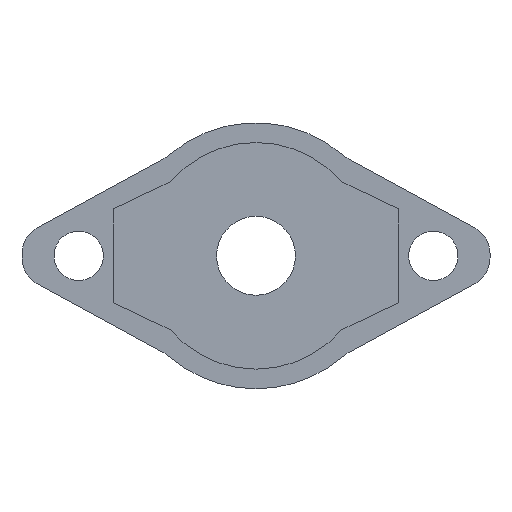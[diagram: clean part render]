
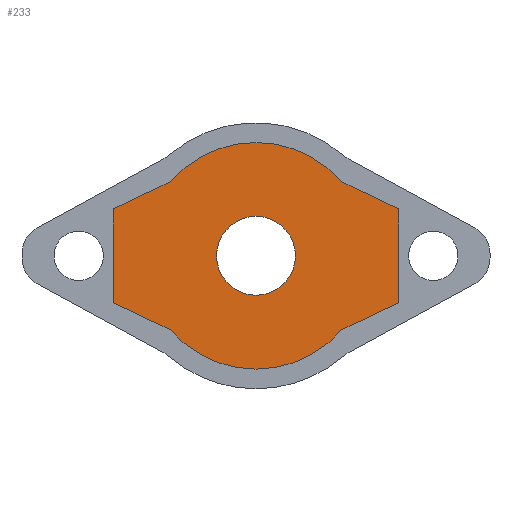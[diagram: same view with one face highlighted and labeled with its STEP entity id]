
A CAD part, front view. The second image highlights one B-rep face of the part: STEP entity #233.
In plain terms, the highlighted planar face has unit normal (0, -1, 0).
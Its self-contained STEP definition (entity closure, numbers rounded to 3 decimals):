
#2 = CARTESIAN_POINT ( 'NONE',  ( 0., 2., -11.5 ) ) ;
#25 = ORIENTED_EDGE ( 'NONE', *, *, #260, .T. ) ;
#42 = CARTESIAN_POINT ( 'NONE',  ( -14.5, 2., 4.763 ) ) ;
#43 = VERTEX_POINT ( 'NONE', #477 ) ;
#54 = EDGE_CURVE ( 'NONE', #342, #532, #383, .T. ) ;
#76 = CIRCLE ( 'NONE', #485, 11.5 ) ;
#89 = FACE_OUTER_BOUND ( 'NONE', #298, .T. ) ;
#90 = EDGE_CURVE ( 'NONE', #43, #567, #620, .T. ) ;
#126 = DIRECTION ( 'NONE',  ( 0., -1., 0. ) ) ;
#137 = EDGE_LOOP ( 'NONE', ( #358, #977 ) ) ;
#147 = DIRECTION ( 'NONE',  ( 0., 0., -1. ) ) ;
#165 = CARTESIAN_POINT ( 'NONE',  ( -14.5, 2., 4.763 ) ) ;
#173 = AXIS2_PLACEMENT_3D ( 'NONE', #183, #921, #589 ) ;
#180 = ORIENTED_EDGE ( 'NONE', *, *, #661, .T. ) ;
#183 = CARTESIAN_POINT ( 'NONE',  ( 0., 2., 0. ) ) ;
#197 = VERTEX_POINT ( 'NONE', #596 ) ;
#204 = DIRECTION ( 'NONE',  ( -0.904, 0., -0.428 ) ) ;
#213 = CARTESIAN_POINT ( 'NONE',  ( 14.5, 2., 4.763 ) ) ;
#219 = CIRCLE ( 'NONE', #1174, 11.5 ) ;
#233 = ADVANCED_FACE ( 'NONE', ( #976, #89 ), #1064, .T. ) ;
#260 = EDGE_CURVE ( 'NONE', #790, #197, #415, .T. ) ;
#282 = VECTOR ( 'NONE', #717, 1000. ) ;
#298 = EDGE_LOOP ( 'NONE', ( #1371, #1119, #387, #1166, #780, #180, #1253, #25, #591 ) ) ;
#301 = VERTEX_POINT ( 'NONE', #854 ) ;
#342 = VERTEX_POINT ( 'NONE', #752 ) ;
#358 = ORIENTED_EDGE ( 'NONE', *, *, #1306, .F. ) ;
#383 = LINE ( 'NONE', #810, #282 ) ;
#387 = ORIENTED_EDGE ( 'NONE', *, *, #54, .T. ) ;
#397 = EDGE_CURVE ( 'NONE', #986, #301, #76, .T. ) ;
#415 = LINE ( 'NONE', #213, #803 ) ;
#430 = DIRECTION ( 'NONE',  ( 0., -1., 0. ) ) ;
#444 = DIRECTION ( 'NONE',  ( 0., -1., 0. ) ) ;
#469 = CARTESIAN_POINT ( 'NONE',  ( 0., 2., -4. ) ) ;
#477 = CARTESIAN_POINT ( 'NONE',  ( 0., 2., 4. ) ) ;
#485 = AXIS2_PLACEMENT_3D ( 'NONE', #868, #126, #1311 ) ;
#494 = DIRECTION ( 'NONE',  ( 0., 0., -1. ) ) ;
#500 = CARTESIAN_POINT ( 'NONE',  ( 0., 2., 0. ) ) ;
#502 = AXIS2_PLACEMENT_3D ( 'NONE', #696, #1139, #147 ) ;
#532 = VERTEX_POINT ( 'NONE', #1148 ) ;
#534 = CARTESIAN_POINT ( 'NONE',  ( -14.5, 2., 4.763 ) ) ;
#539 = LINE ( 'NONE', #534, #1411 ) ;
#567 = VERTEX_POINT ( 'NONE', #469 ) ;
#589 = DIRECTION ( 'NONE',  ( 0., 0., -1. ) ) ;
#591 = ORIENTED_EDGE ( 'NONE', *, *, #950, .T. ) ;
#596 = CARTESIAN_POINT ( 'NONE',  ( 8.718, 2., 7.5 ) ) ;
#602 = VECTOR ( 'NONE', #724, 1000. ) ;
#620 = CIRCLE ( 'NONE', #173, 4. ) ;
#659 = CARTESIAN_POINT ( 'NONE',  ( 14.5, 2., 4.763 ) ) ;
#661 = EDGE_CURVE ( 'NONE', #301, #1309, #944, .T. ) ;
#696 = CARTESIAN_POINT ( 'NONE',  ( 0., 2., 0. ) ) ;
#704 = CARTESIAN_POINT ( 'NONE',  ( 14.5, 2., -4.763 ) ) ;
#717 = DIRECTION ( 'NONE',  ( 0.904, 0., -0.428 ) ) ;
#724 = DIRECTION ( 'NONE',  ( 0.904, 0., 0.428 ) ) ;
#752 = CARTESIAN_POINT ( 'NONE',  ( -14.5, 2., -4.763 ) ) ;
#780 = ORIENTED_EDGE ( 'NONE', *, *, #397, .T. ) ;
#781 = CARTESIAN_POINT ( 'NONE',  ( 0., 2., 0. ) ) ;
#784 = CARTESIAN_POINT ( 'NONE',  ( 14.5, 2., 4.763 ) ) ;
#790 = VERTEX_POINT ( 'NONE', #784 ) ;
#803 = VECTOR ( 'NONE', #1272, 1000. ) ;
#810 = CARTESIAN_POINT ( 'NONE',  ( -14.5, 2., -4.763 ) ) ;
#854 = CARTESIAN_POINT ( 'NONE',  ( 8.718, 2., -7.5 ) ) ;
#868 = CARTESIAN_POINT ( 'NONE',  ( 0., 2., 0. ) ) ;
#899 = LINE ( 'NONE', #659, #1362 ) ;
#921 = DIRECTION ( 'NONE',  ( 0., -1., 0. ) ) ;
#936 = LINE ( 'NONE', #165, #1397 ) ;
#944 = LINE ( 'NONE', #1387, #602 ) ;
#950 = EDGE_CURVE ( 'NONE', #197, #1140, #971, .T. ) ;
#956 = CARTESIAN_POINT ( 'NONE',  ( 0., 2., 0. ) ) ;
#966 = EDGE_CURVE ( 'NONE', #1140, #1320, #539, .T. ) ;
#971 = CIRCLE ( 'NONE', #1196, 11.5 ) ;
#976 = FACE_BOUND ( 'NONE', #137, .T. ) ;
#977 = ORIENTED_EDGE ( 'NONE', *, *, #90, .F. ) ;
#986 = VERTEX_POINT ( 'NONE', #2 ) ;
#987 = AXIS2_PLACEMENT_3D ( 'NONE', #956, #430, #1398 ) ;
#1034 = DIRECTION ( 'NONE',  ( 0., -1., 0. ) ) ;
#1064 = PLANE ( 'NONE',  #987 ) ;
#1072 = EDGE_CURVE ( 'NONE', #1309, #790, #899, .T. ) ;
#1114 = EDGE_CURVE ( 'NONE', #532, #986, #219, .T. ) ;
#1119 = ORIENTED_EDGE ( 'NONE', *, *, #1235, .T. ) ;
#1139 = DIRECTION ( 'NONE',  ( 0., -1., 0. ) ) ;
#1140 = VERTEX_POINT ( 'NONE', #1337 ) ;
#1148 = CARTESIAN_POINT ( 'NONE',  ( -8.718, 2., -7.5 ) ) ;
#1166 = ORIENTED_EDGE ( 'NONE', *, *, #1114, .T. ) ;
#1174 = AXIS2_PLACEMENT_3D ( 'NONE', #781, #444, #1195 ) ;
#1195 = DIRECTION ( 'NONE',  ( 0., 0., -1. ) ) ;
#1196 = AXIS2_PLACEMENT_3D ( 'NONE', #500, #1034, #494 ) ;
#1212 = DIRECTION ( 'NONE',  ( 0., 0., 1. ) ) ;
#1235 = EDGE_CURVE ( 'NONE', #1320, #342, #936, .T. ) ;
#1253 = ORIENTED_EDGE ( 'NONE', *, *, #1072, .T. ) ;
#1272 = DIRECTION ( 'NONE',  ( -0.904, 0., 0.428 ) ) ;
#1301 = CIRCLE ( 'NONE', #502, 4. ) ;
#1306 = EDGE_CURVE ( 'NONE', #567, #43, #1301, .T. ) ;
#1309 = VERTEX_POINT ( 'NONE', #704 ) ;
#1311 = DIRECTION ( 'NONE',  ( 0., 0., -1. ) ) ;
#1320 = VERTEX_POINT ( 'NONE', #42 ) ;
#1337 = CARTESIAN_POINT ( 'NONE',  ( -8.718, 2., 7.5 ) ) ;
#1345 = DIRECTION ( 'NONE',  ( 0., 0., -1. ) ) ;
#1362 = VECTOR ( 'NONE', #1212, 1000. ) ;
#1371 = ORIENTED_EDGE ( 'NONE', *, *, #966, .T. ) ;
#1387 = CARTESIAN_POINT ( 'NONE',  ( 14.5, 2., -4.763 ) ) ;
#1397 = VECTOR ( 'NONE', #1345, 1000. ) ;
#1398 = DIRECTION ( 'NONE',  ( 0., 0., -1. ) ) ;
#1411 = VECTOR ( 'NONE', #204, 1000. ) ;
